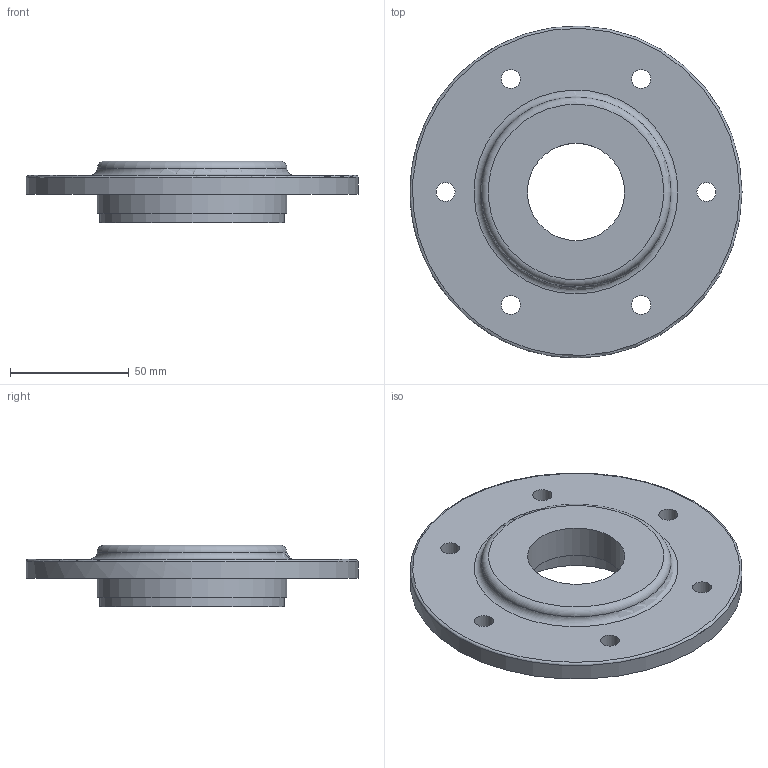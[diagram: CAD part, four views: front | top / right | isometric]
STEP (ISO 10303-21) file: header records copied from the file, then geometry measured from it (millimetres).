
FILE_DESCRIPTION( ('This file contains a STEP AP42 implementation' ,'as created by ZW3D STEP Interface translator.' ,'') ,'2;1' );
FILE_NAME( '翋雄粣湮傷裔.ipt.stp' ,'251027.114757', (''), ('ZWCAD Software Co.'), 'Version 1.0', 'ZW3D to STEP translator', '' );
FILE_SCHEMA(('AUTOMOTIVE_DESIGN { 1 0 10303 214 1 1 1 1 }'));
Length unit declared in the file: millimetre
Products named in the file (1): 0
Bounding box: 140 x 140 x 26 mm (x, y, z)
Volume: 157732.2 mm3; surface area: 39996.4 mm2
Topology: 1 solids, 1 shells, 20 faces, 68 edges, 54 vertices
Faces by surface type: cylinder 11, plane 6, torus 3
Full cylindrical faces by diameter (mm): 8 x6, 41 x1, 60 x1, 78 x1, 80 x1, 140 x1
Entity records: 885 total; most frequent: DIRECTION 167, CARTESIAN_POINT 143, ORIENTED_EDGE 136, AXIS2_PLACEMENT_3D 78, EDGE_CURVE 68, CIRCLE 57, VERTEX_POINT 54, EDGE_LOOP 38
